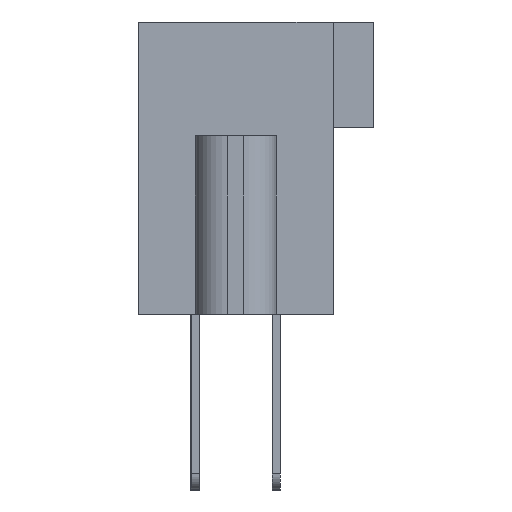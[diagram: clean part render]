
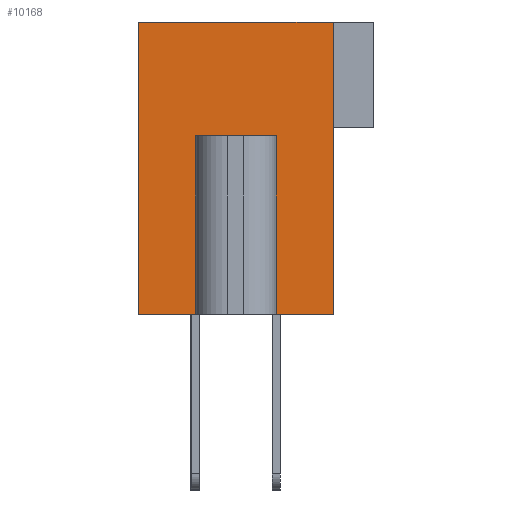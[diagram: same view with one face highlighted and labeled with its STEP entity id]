
A CAD part, left-side view. The second image highlights one B-rep face of the part: STEP entity #10168.
In plain terms, the highlighted free-form (B-spline) face has degree [1, 1] with [2, 2] control points.
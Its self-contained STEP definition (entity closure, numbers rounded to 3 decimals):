
#9727=CARTESIAN_POINT('',(-9.715,-1.524,0.));
#9728=VERTEX_POINT('',#9727);
#9735=CARTESIAN_POINT('',(-9.715,1.524,0.));
#9736=VERTEX_POINT('',#9735);
#9737=CARTESIAN_POINT('',(-9.715,1.524,0.));
#9738=DIRECTION('',(0.0,-1.0,0.0));
#9739=VECTOR('',#9738,3.048);
#9740=LINE('',#9737,#9739);
#9741=EDGE_CURVE('',#9736,#9728,#9740,.T.);
#9874=CARTESIAN_POINT('',(-9.715,-1.524,4.572));
#9875=VERTEX_POINT('',#9874);
#9876=CARTESIAN_POINT('',(-9.715,1.524,4.572));
#9877=VERTEX_POINT('',#9876);
#9878=CARTESIAN_POINT('',(-9.715,-1.524,4.572));
#9879=DIRECTION('',(0.0,1.0,0.0));
#9880=VECTOR('',#9879,3.048);
#9881=LINE('',#9878,#9880);
#9882=EDGE_CURVE('',#9875,#9877,#9881,.T.);
#10096=CARTESIAN_POINT('',(-9.715,-1.524,4.572));
#10097=DIRECTION('',(0.0,0.0,-1.0));
#10098=VECTOR('',#10097,4.572);
#10099=LINE('',#10096,#10098);
#10100=EDGE_CURVE('',#9875,#9728,#10099,.T.);
#10141=CARTESIAN_POINT('',(-9.715,1.524,4.572));
#10142=DIRECTION('',(0.0,0.0,-1.0));
#10143=VECTOR('',#10142,4.572);
#10144=LINE('',#10141,#10143);
#10145=EDGE_CURVE('',#9877,#9736,#10144,.T.);
#10157=CARTESIAN_POINT('',(-9.715,1.524,0.0));
#10158=CARTESIAN_POINT('',(-9.715,1.524,4.572));
#10159=CARTESIAN_POINT('',(-9.715,-1.524,0.0));
#10160=CARTESIAN_POINT('',(-9.715,-1.524,4.572));
#10161=B_SPLINE_SURFACE_WITH_KNOTS('',1,1,((#10157,#10159),(#10158,#10160)),.UNSPECIFIED.,.F.,.F.,.U.,(2,2),(2,2),(0.0,4.572),(0.0,3.048),.UNSPECIFIED.);
#10162=ORIENTED_EDGE('',*,*,#10100,.F.);
#10163=ORIENTED_EDGE('',*,*,#9882,.T.);
#10164=ORIENTED_EDGE('',*,*,#10145,.T.);
#10165=ORIENTED_EDGE('',*,*,#9741,.T.);
#10166=EDGE_LOOP('',(#10162,#10163,#10164,#10165));
#10167=FACE_OUTER_BOUND('',#10166,.T.);
#10168=ADVANCED_FACE('',(#10167),#10161,.F.);
